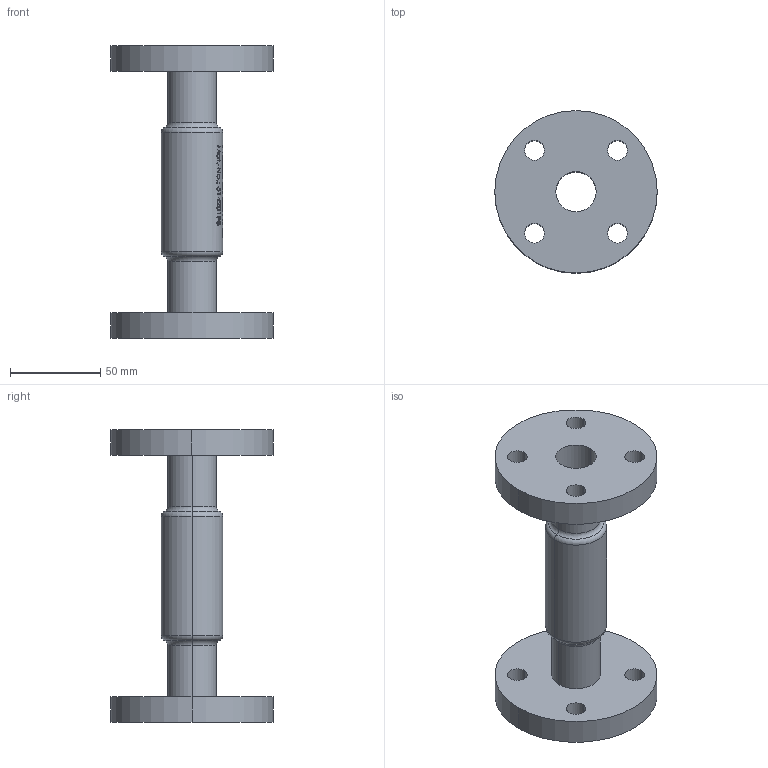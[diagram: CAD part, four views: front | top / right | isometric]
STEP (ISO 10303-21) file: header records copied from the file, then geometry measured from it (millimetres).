
FILE_DESCRIPTION (( 'STEP AP214' ), '1' );
FILE_NAME ('7120000_DN020_PN06_51420198.STEP', '2022-02-03T08:49:40', ( 'axxx' ), ( 'Hewlett-Packard Company' ), 'SwSTEP 2.0', 'SolidWorks 2019', '' );
FILE_SCHEMA (( 'AUTOMOTIVE_DESIGN' ));
Length unit declared in the file: millimetre
Products named in the file (1): 7120000_DN020_PN06_51420198
Bounding box: 90 x 90 x 162 mm (x, y, z)
Volume: 204162.8 mm3; surface area: 60340.1 mm2
Topology: 1 solids, 1 shells, 539 faces, 1446 edges, 960 vertices
Faces by surface type: bspline 235, plane 232, cylinder 64, torus 8
Entity records: 30359 total; most frequent: CARTESIAN_POINT 18511, ORIENTED_EDGE 2892, DIRECTION 1633, EDGE_CURVE 1446, VERTEX_POINT 960, VECTOR 747, LINE 747, EDGE_LOOP 608
